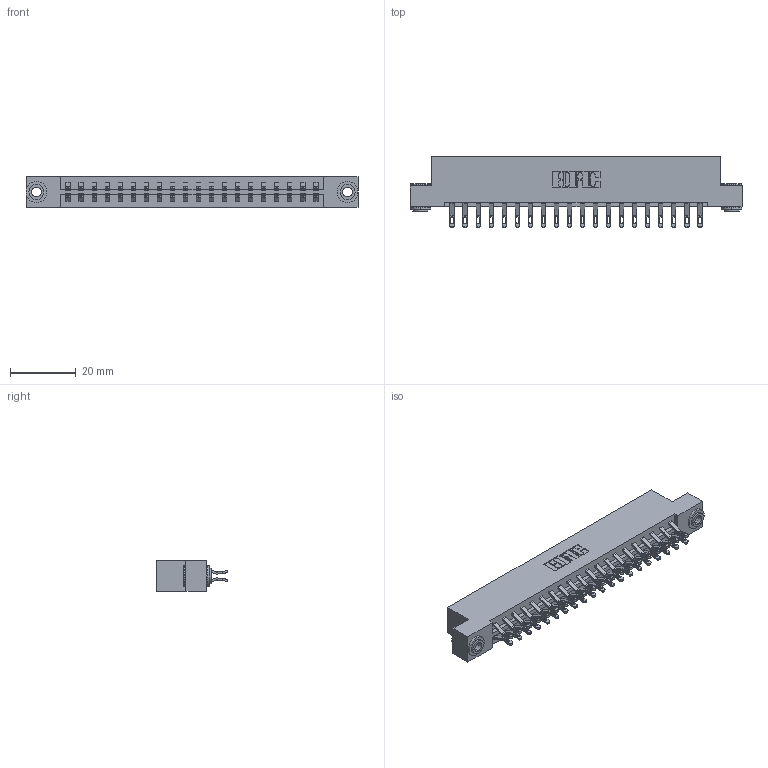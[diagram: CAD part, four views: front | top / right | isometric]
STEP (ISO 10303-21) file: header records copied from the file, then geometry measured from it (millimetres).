
FILE_DESCRIPTION (( 'STEP AP203' ), '1' );
FILE_NAME ('833-040-555-203.STEP', '2020-06-03T17:38:54', ( '' ), ( '' ), 'SwSTEP 2.0', 'SolidWorks 2020', '' );
FILE_SCHEMA (( 'CONFIG_CONTROL_DESIGN' ));
Length unit declared in the file: inch
Products named in the file (4): 833 Part_Flush - .156 Dia - TH; 345-250-002_345-250-002-102; 345-292-001_555 Tail; 833-040-555-203
Assembly tree (43 placements, depth 2):
  833-040-555-203
    833 Part_Flush - .156 Dia - TH
    345-292-001_555 Tail  x40
    345-250-002_345-250-002-102  x2
Bounding box: 100.79 x 21.47 x 9.4 mm (x, y, z)
Volume: 10219.5 mm3; surface area: 12500.3 mm2
Topology: 43 solids, 43 shells, 2472 faces, 7707 edges, 5134 vertices
Faces by surface type: plane 1440, cylinder 1024, cone 8
Entity records: 16688 total; most frequent: CARTESIAN_POINT 2803, ORIENTED_EDGE 2702, DIRECTION 2437, EDGE_CURVE 1351, LINE 1179, VECTOR 1179, VERTEX_POINT 898, AXIS2_PLACEMENT_3D 629
